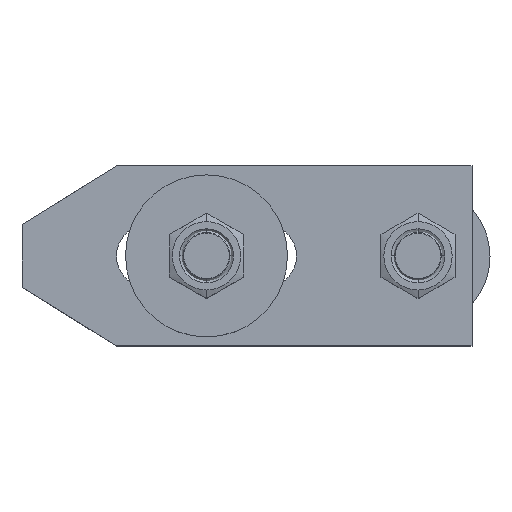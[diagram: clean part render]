
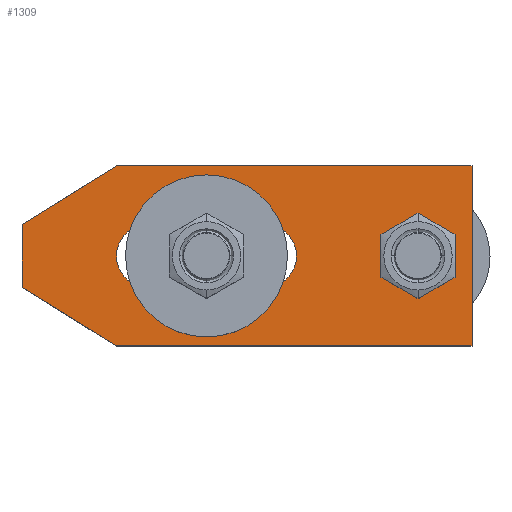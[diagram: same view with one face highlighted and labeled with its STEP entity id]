
A CAD part, top view. The second image highlights one B-rep face of the part: STEP entity #1309.
In plain terms, the highlighted planar face has unit normal (0, 0, 1).
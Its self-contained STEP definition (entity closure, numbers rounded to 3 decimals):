
#617=VERTEX_POINT('',#1729);
#619=EDGE_CURVE('',#617,#1367,#1731,.T.);
#635=EDGE_CURVE('',#1311,#1615,#1753,.T.);
#643=EDGE_CURVE('',#661,#683,#1762,.T.);
#661=VERTEX_POINT('',#1783);
#675=EDGE_CURVE('',#981,#661,#1798,.T.);
#683=VERTEX_POINT('',#1807);
#697=EDGE_CURVE('',#1073,#981,#1824,.T.);
#751=EDGE_CURVE('',#1367,#1341,#1885,.T.);
#767=EDGE_CURVE('',#683,#1073,#1904,.T.);
#899=EDGE_CURVE('',#1377,#1529,#2048,.T.);
#947=EDGE_CURVE('',#971,#1311,#2103,.T.);
#971=VERTEX_POINT('',#2128);
#981=VERTEX_POINT('',#2138);
#1073=VERTEX_POINT('',#2242);
#1211=EDGE_CURVE('',#1615,#617,#2391,.T.);
#1309=ADVANCED_FACE('',(#2498,#2499,#2500),#2501,.T.);
#1311=VERTEX_POINT('',#2503);
#1341=VERTEX_POINT('',#2537);
#1367=VERTEX_POINT('',#2564);
#1377=VERTEX_POINT('',#2574);
#1443=EDGE_CURVE('',#1529,#1377,#2645,.T.);
#1529=VERTEX_POINT('',#2742);
#1575=EDGE_CURVE('',#1341,#971,#2791,.T.);
#1615=VERTEX_POINT('',#2836);
#1729=CARTESIAN_POINT('',(100.0,-20.0,20.0));
#1731=LINE('',#2968,#2969);
#1753=LINE('',#2994,#2995);
#1762=CIRCLE('',#3007,7.0);
#1783=CARTESIAN_POINT('',(54.0,7.0,20.0));
#1798=LINE('',#3052,#3053);
#1807=CARTESIAN_POINT('',(54.0,-7.0,20.0));
#1824=CIRCLE('',#3086,7.0);
#1885=LINE('',#3168,#3169);
#1904=LINE('',#3196,#3197);
#2048=CIRCLE('',#3416,6.0);
#2103=LINE('',#3505,#3506);
#2128=CARTESIAN_POINT('',(0.0,7.,20.0));
#2138=CARTESIAN_POINT('',(28.0,7.0,20.0));
#2242=CARTESIAN_POINT('',(28.0,-7.0,20.0));
#2391=LINE('',#3963,#3964);
#2498=FACE_BOUND('',#4141,.T.);
#2499=FACE_BOUND('',#4142,.T.);
#2500=FACE_OUTER_BOUND('',#4143,.T.);
#2501=PLANE('',#4144);
#2503=CARTESIAN_POINT('',(21.0,20.0,20.0));
#2537=CARTESIAN_POINT('',(0.0,-7.,20.0));
#2564=CARTESIAN_POINT('',(21.0,-20.0,20.0));
#2574=CARTESIAN_POINT('',(94.0,0.,20.0));
#2645=CIRCLE('',#4382,6.0);
#2742=CARTESIAN_POINT('',(82.0,0.,20.0));
#2791=LINE('',#4597,#4598);
#2836=CARTESIAN_POINT('',(100.0,20.0,20.0));
#2968=CARTESIAN_POINT('',(21.0,-20.0,20.0));
#2969=VECTOR('',#4791,1.0);
#2994=CARTESIAN_POINT('',(100.0,20.0,20.0));
#2995=VECTOR('',#4836,1.0);
#3007=AXIS2_PLACEMENT_3D('',#4846,#4847,#4848);
#3052=CARTESIAN_POINT('',(40.928,7.0,20.0));
#3053=VECTOR('',#4881,1.0);
#3086=AXIS2_PLACEMENT_3D('',#4924,#4925,#4926);
#3168=CARTESIAN_POINT('',(0.0,-7.,20.0));
#3169=VECTOR('',#5007,1.0);
#3196=CARTESIAN_POINT('',(53.928,-7.0,20.0));
#3197=VECTOR('',#5029,1.0);
#3416=AXIS2_PLACEMENT_3D('',#5193,#5194,#5195);
#3505=CARTESIAN_POINT('',(21.0,20.0,20.0));
#3506=VECTOR('',#5253,1.0);
#3963=CARTESIAN_POINT('',(100.0,-20.0,20.0));
#3964=VECTOR('',#5546,1.0);
#4141=EDGE_LOOP('',(#5647,#5648));
#4142=EDGE_LOOP('',(#5649,#5650,#5651,#5652));
#4143=EDGE_LOOP('',(#5653,#5654,#5655,#5656,#5657,#5658));
#4144=AXIS2_PLACEMENT_3D('',#5659,#5660,#5661);
#4382=AXIS2_PLACEMENT_3D('',#5793,#5794,#5795);
#4597=CARTESIAN_POINT('',(0.0,7.,20.0));
#4598=VECTOR('',#5947,1.0);
#4791=DIRECTION('',(-1.0,0.0,0.0));
#4836=DIRECTION('',(1.0,0.0,0.0));
#4846=CARTESIAN_POINT('',(54.0,0.0,20.0));
#4847=DIRECTION('',(0.0,0.0,-1.0));
#4848=DIRECTION('',(0.0,1.0,0.0));
#4881=DIRECTION('',(1.0,0.0,0.0));
#4924=CARTESIAN_POINT('',(28.0,0.0,20.0));
#4925=DIRECTION('',(0.0,0.0,-1.0));
#4926=DIRECTION('',(0.0,-1.0,0.0));
#5007=DIRECTION('',(-0.85,0.526,0.0));
#5029=DIRECTION('',(-1.0,0.0,0.0));
#5193=CARTESIAN_POINT('',(88.0,0.0,20.0));
#5194=DIRECTION('',(0.0,0.0,-1.0));
#5195=DIRECTION('',(-1.0,0.,0.0));
#5253=DIRECTION('',(0.85,0.526,0.0));
#5546=DIRECTION('',(0.0,-1.0,0.0));
#5647=ORIENTED_EDGE('',*,*,#1443,.T.);
#5648=ORIENTED_EDGE('',*,*,#899,.T.);
#5649=ORIENTED_EDGE('',*,*,#697,.T.);
#5650=ORIENTED_EDGE('',*,*,#675,.T.);
#5651=ORIENTED_EDGE('',*,*,#643,.T.);
#5652=ORIENTED_EDGE('',*,*,#767,.T.);
#5653=ORIENTED_EDGE('',*,*,#619,.F.);
#5654=ORIENTED_EDGE('',*,*,#1211,.F.);
#5655=ORIENTED_EDGE('',*,*,#635,.F.);
#5656=ORIENTED_EDGE('',*,*,#947,.F.);
#5657=ORIENTED_EDGE('',*,*,#1575,.F.);
#5658=ORIENTED_EDGE('',*,*,#751,.F.);
#5659=CARTESIAN_POINT('',(53.856,0.,20.0));
#5660=DIRECTION('',(0.0,0.0,1.0));
#5661=DIRECTION('',(1.0,0.0,0.0));
#5793=CARTESIAN_POINT('',(88.0,0.0,20.0));
#5794=DIRECTION('',(0.0,0.0,-1.0));
#5795=DIRECTION('',(-1.0,0.,0.0));
#5947=DIRECTION('',(0.0,1.0,0.0));
